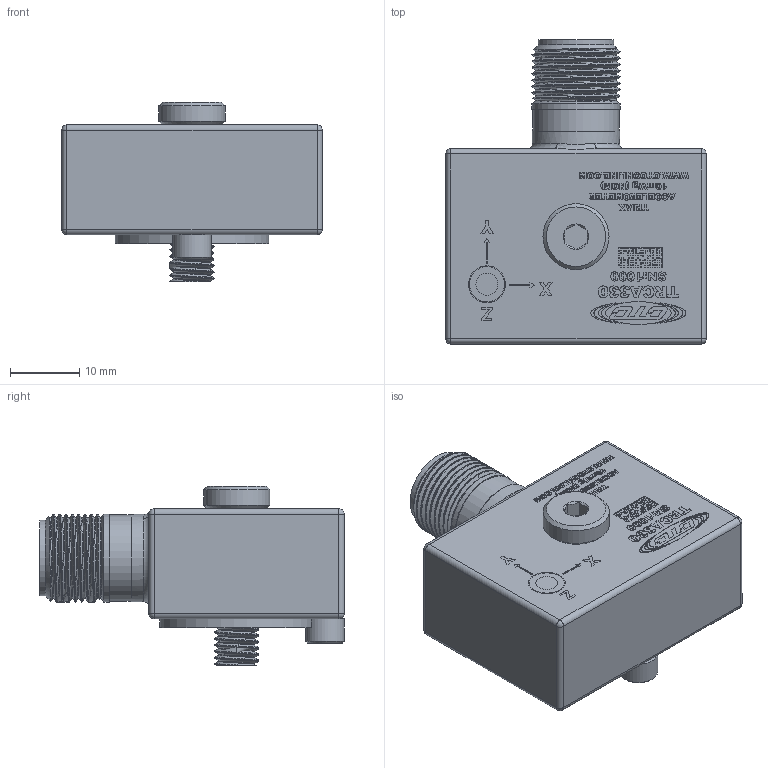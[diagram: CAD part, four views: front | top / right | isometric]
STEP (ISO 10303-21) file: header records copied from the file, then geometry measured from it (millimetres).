
FILE_DESCRIPTION(/* description */ (''),/* implementation_level */ '2;1');
FILE_NAME(/* name */ 'TRCA330.stp',/* time_stamp */ '2020-01-10T08:07:18-05:00',/* author */ ('lcup'),/* organization */ (''),/* preprocessor_version */ 'ST-DEVELOPER v18',/* originating_system */ 'Autodesk Inventor 2020',/* authorisation */ '');
FILE_SCHEMA (('AUTOMOTIVE_DESIGN { 1 0 10303 214 3 1 1 }'));
Products named in the file (4): TRCA330; TREA330; ACP32131; ACP50388
Assembly tree (3 placements, depth 2):
  TRCA330
    TREA330
    ACP32131
    ACP50388
Bounding box: 37.59 x 43.92 x 25.86 mm (x, y, z)
Volume: 18862.1 mm3; surface area: 6811.3 mm2
Topology: 4 solids, 4 shells, 1818 faces, 4900 edges, 3247 vertices
Faces by surface type: plane 1354, bspline 338, cylinder 90, cone 16, sphere 16, torus 4
Full cylindrical faces by diameter (mm): 1.016 x4, 2.642 x1, 3.175 x1, 3.505 x1, 4.762 x1, 5.08 x1, 5.245 x5, 5.334 x1, 5.588 x1, 6.35 x9, 6.756 x1, 9.525 x1, 10.922 x1, 12.446 x1, 12.573 x1, 12.7 x10
Entity records: 68054 total; most frequent: CARTESIAN_POINT 22629, ORIENTED_EDGE 9800, DIRECTION 7363, EDGE_CURVE 4900, LINE 3969, VECTOR 3969, VERTEX_POINT 3249, EDGE_LOOP 1979
